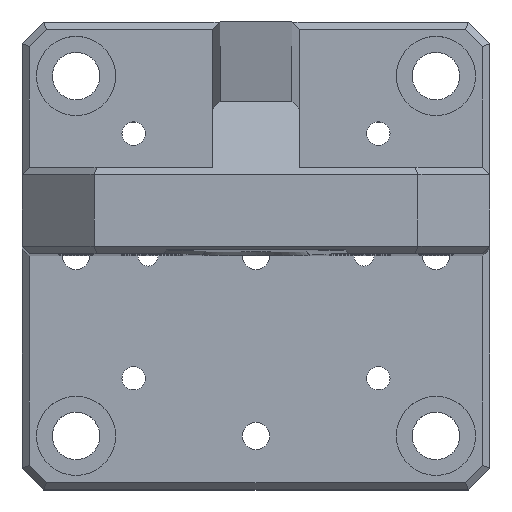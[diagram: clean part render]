
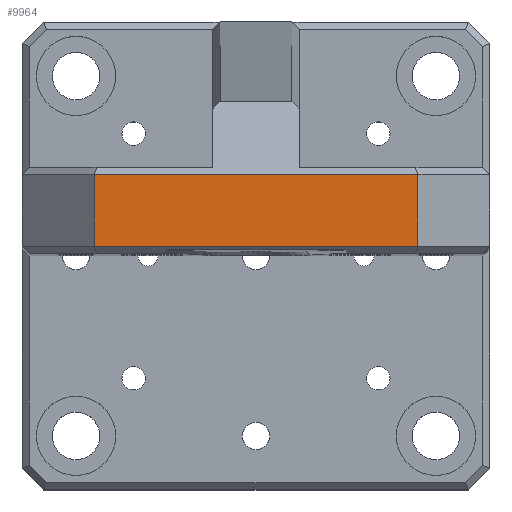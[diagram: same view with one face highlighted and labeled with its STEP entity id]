
A CAD part, top view. The second image highlights one B-rep face of the part: STEP entity #9964.
In plain terms, the highlighted planar face has unit normal (0, 0, 1).
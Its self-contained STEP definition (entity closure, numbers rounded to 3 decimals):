
#9798=CARTESIAN_POINT('',(22.5,1.,100.));
#9799=VERTEX_POINT('',#9798);
#9806=CARTESIAN_POINT('',(-22.5,1.,100.));
#9807=VERTEX_POINT('',#9806);
#9808=CARTESIAN_POINT('',(22.5,1.,100.));
#9809=DIRECTION('',(-1.0,0.0,0.0));
#9810=VECTOR('',#9809,45.);
#9811=LINE('',#9808,#9810);
#9812=EDGE_CURVE('',#9799,#9807,#9811,.T.);
#9934=CARTESIAN_POINT('',(32.5,0.,100.));
#9935=DIRECTION('',(0.0,0.0,1.0));
#9936=DIRECTION('',(0.0,-1.0,0.0));
#9937=AXIS2_PLACEMENT_3D('',#9934,#9935,#9936);
#9938=PLANE('',#9937);
#9939=ORIENTED_EDGE('',*,*,#9812,.F.);
#9940=CARTESIAN_POINT('',(22.5,11.,100.));
#9941=VERTEX_POINT('',#9940);
#9942=CARTESIAN_POINT('',(22.5,11.,100.));
#9943=DIRECTION('',(0.0,-1.0,0.0));
#9944=VECTOR('',#9943,10.);
#9945=LINE('',#9942,#9944);
#9946=EDGE_CURVE('',#9941,#9799,#9945,.T.);
#9947=ORIENTED_EDGE('',*,*,#9946,.F.);
#9948=CARTESIAN_POINT('',(-22.5,11.,100.));
#9949=VERTEX_POINT('',#9948);
#9950=CARTESIAN_POINT('',(22.5,11.,100.));
#9951=DIRECTION('',(-1.0,0.0,0.0));
#9952=VECTOR('',#9951,45.);
#9953=LINE('',#9950,#9952);
#9954=EDGE_CURVE('',#9941,#9949,#9953,.T.);
#9955=ORIENTED_EDGE('',*,*,#9954,.T.);
#9956=CARTESIAN_POINT('',(-22.5,1.,100.));
#9957=DIRECTION('',(0.0,1.0,0.0));
#9958=VECTOR('',#9957,10.);
#9959=LINE('',#9956,#9958);
#9960=EDGE_CURVE('',#9807,#9949,#9959,.T.);
#9961=ORIENTED_EDGE('',*,*,#9960,.F.);
#9962=EDGE_LOOP('',(#9939,#9947,#9955,#9961));
#9963=FACE_OUTER_BOUND('',#9962,.T.);
#9964=ADVANCED_FACE('',(#9963),#9938,.T.);
